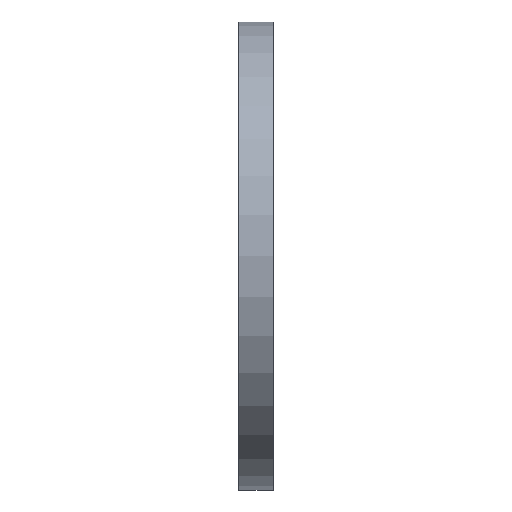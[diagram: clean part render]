
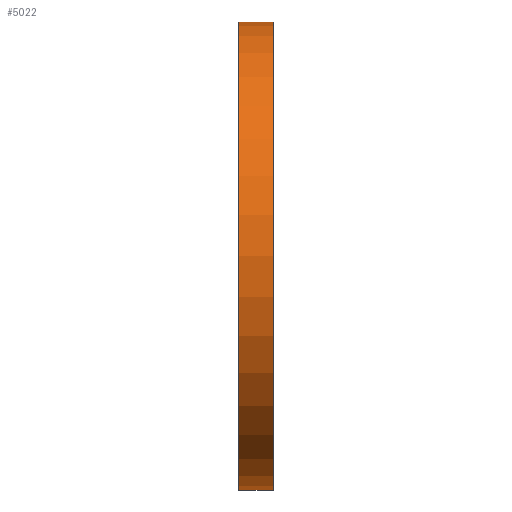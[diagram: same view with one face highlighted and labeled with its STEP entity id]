
A CAD part, left-side view. The second image highlights one B-rep face of the part: STEP entity #5022.
In plain terms, the highlighted cylindrical face has radius 184.15 mm (diameter 368.3 mm), a partial arc.
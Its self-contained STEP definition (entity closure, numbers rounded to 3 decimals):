
#329 = ORIENTED_EDGE ( 'NONE', *, *, #5513, .T. ) ;
#667 = LINE ( 'NONE', #2434, #2308 ) ;
#865 = CIRCLE ( 'NONE', #9514, 184.15 ) ;
#893 = EDGE_CURVE ( 'NONE', #7615, #7791, #865, .T. ) ;
#1520 = CYLINDRICAL_SURFACE ( 'NONE', #2193, 184.15 ) ;
#1551 = VERTEX_POINT ( 'NONE', #6335 ) ;
#1752 = EDGE_CURVE ( 'NONE', #1551, #7615, #5960, .T. ) ;
#1888 = CIRCLE ( 'NONE', #8279, 184.15 ) ;
#2193 = AXIS2_PLACEMENT_3D ( 'NONE', #3798, #9338, #2981 ) ;
#2308 = VECTOR ( 'NONE', #7113, 1000. ) ;
#2353 = ORIENTED_EDGE ( 'NONE', *, *, #8321, .F. ) ;
#2434 = CARTESIAN_POINT ( 'NONE',  ( 0., -20.091, 184.15 ) ) ;
#2669 = VERTEX_POINT ( 'NONE', #4751 ) ;
#2981 = DIRECTION ( 'NONE',  ( 0., 0., -1. ) ) ;
#3037 = CARTESIAN_POINT ( 'NONE',  ( 0., 27.5, 0. ) ) ;
#3419 = DIRECTION ( 'NONE',  ( 0., 0., 1. ) ) ;
#3517 = ORIENTED_EDGE ( 'NONE', *, *, #893, .T. ) ;
#3737 = CARTESIAN_POINT ( 'NONE',  ( 0., 0.5, 0. ) ) ;
#3798 = CARTESIAN_POINT ( 'NONE',  ( 0., -20.091, 0. ) ) ;
#3860 = DIRECTION ( 'NONE',  ( 0., 0., -1. ) ) ;
#4138 = ORIENTED_EDGE ( 'NONE', *, *, #1752, .T. ) ;
#4751 = CARTESIAN_POINT ( 'NONE',  ( 0., 27.5, 184.15 ) ) ;
#4859 = DIRECTION ( 'NONE',  ( 0., -1., 0. ) ) ;
#4901 = CARTESIAN_POINT ( 'NONE',  ( 0., 0.5, 184.15 ) ) ;
#5022 = ADVANCED_FACE ( 'NONE', ( #7846 ), #1520, .T. ) ;
#5184 = EDGE_LOOP ( 'NONE', ( #2353, #329, #4138, #3517 ) ) ;
#5513 = EDGE_CURVE ( 'NONE', #2669, #1551, #1888, .T. ) ;
#5720 = VECTOR ( 'NONE', #4859, 1000. ) ;
#5960 = LINE ( 'NONE', #6428, #5720 ) ;
#6335 = CARTESIAN_POINT ( 'NONE',  ( 0., 27.5, -184.15 ) ) ;
#6428 = CARTESIAN_POINT ( 'NONE',  ( 0., -20.091, -184.15 ) ) ;
#7113 = DIRECTION ( 'NONE',  ( 0., -1., 0. ) ) ;
#7579 = CARTESIAN_POINT ( 'NONE',  ( 0., 0.5, -184.15 ) ) ;
#7615 = VERTEX_POINT ( 'NONE', #7579 ) ;
#7791 = VERTEX_POINT ( 'NONE', #4901 ) ;
#7846 = FACE_OUTER_BOUND ( 'NONE', #5184, .T. ) ;
#8158 = DIRECTION ( 'NONE',  ( 0., 1., 0. ) ) ;
#8279 = AXIS2_PLACEMENT_3D ( 'NONE', #3037, #8577, #3860 ) ;
#8321 = EDGE_CURVE ( 'NONE', #2669, #7791, #667, .T. ) ;
#8577 = DIRECTION ( 'NONE',  ( 0., -1., 0. ) ) ;
#9338 = DIRECTION ( 'NONE',  ( 0., -1., 0. ) ) ;
#9514 = AXIS2_PLACEMENT_3D ( 'NONE', #3737, #8158, #3419 ) ;
